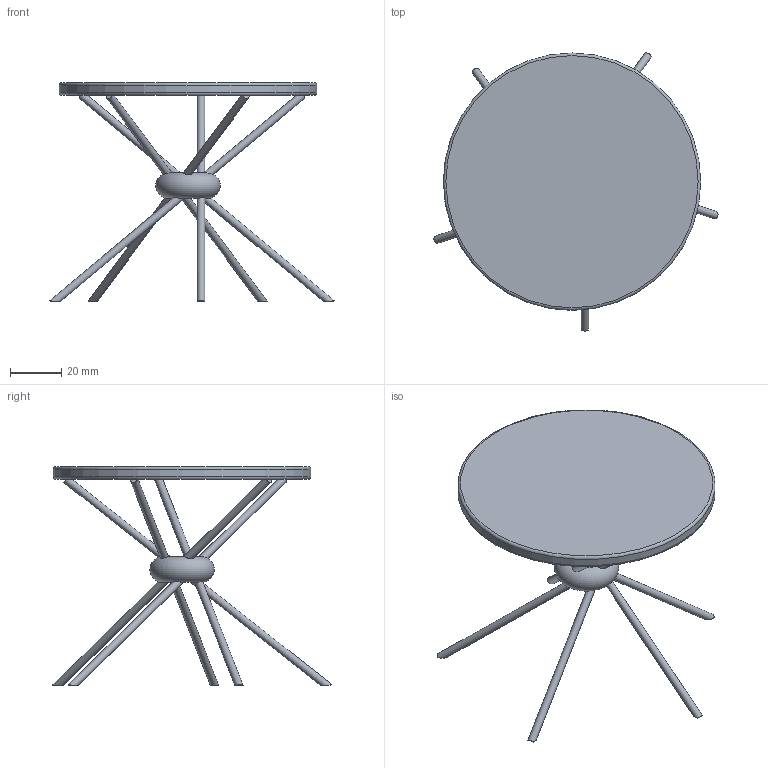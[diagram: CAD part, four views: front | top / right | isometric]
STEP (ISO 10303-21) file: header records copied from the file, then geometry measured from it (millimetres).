
FILE_DESCRIPTION(/* description */ (''),/* implementation_level */ '2;1');
FILE_NAME(/* name */ 'SimpleCoffeTable.step',/* time_stamp */ '2026-01-28T19:50:31+03:00',/* author */ (''),/* organization */ (''),/* preprocessor_version */ 'ST-DEVELOPER v20.1',/* originating_system */ 'Autodesk Translation Framework v14.24.0.0',/* authorisation */ '');
FILE_SCHEMA (('AUTOMOTIVE_DESIGN { 1 0 10303 214 3 1 1 }'));
Length unit declared in the file: millimetre
Products named in the file (1): 2026-01-28-19-20-14-618
Bounding box: 110.35 x 108.08 x 85 mm (x, y, z)
Volume: 47276.2 mm3; surface area: 23737.8 mm2
Topology: 2 solids, 2 shells, 33 faces, 85 edges, 56 vertices
Faces by surface type: plane 19, cylinder 11, torus 3
Full cylindrical faces by diameter (mm): 3 x10, 100 x1
Entity records: 1317 total; most frequent: CARTESIAN_POINT 456, DIRECTION 190, ORIENTED_EDGE 170, AXIS2_PLACEMENT_3D 87, EDGE_CURVE 85, VERTEX_POINT 56, FACE_OUTER_BOUND 33, EDGE_LOOP 33
